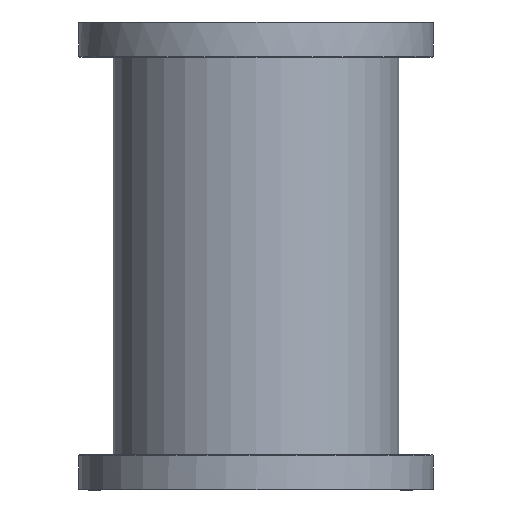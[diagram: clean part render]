
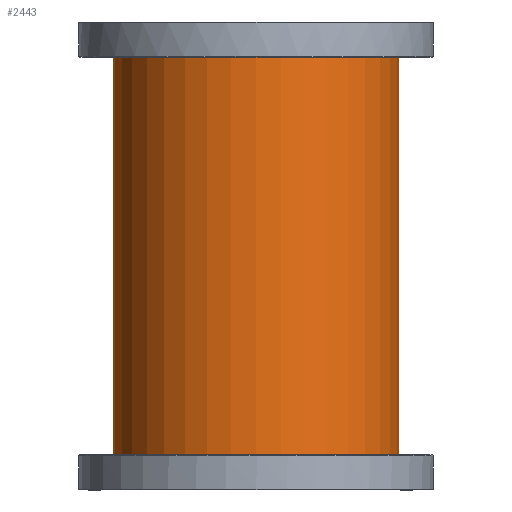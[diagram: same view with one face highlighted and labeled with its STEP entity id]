
A CAD part, front view. The second image highlights one B-rep face of the part: STEP entity #2443.
In plain terms, the highlighted cylindrical face has radius 102 mm (diameter 204 mm), a full revolution.
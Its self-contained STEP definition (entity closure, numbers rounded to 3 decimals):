
#2381=CARTESIAN_POINT('',(102.,0.,185.));
#2382=VERTEX_POINT('',#2381);
#2383=CARTESIAN_POINT('',(0.,0.,185.));
#2384=DIRECTION('',(0.0,0.0,1.0));
#2385=DIRECTION('',(-1.0,0.0,0.0));
#2386=AXIS2_PLACEMENT_3D('',#2383,#2384,#2385);
#2387=CIRCLE('',#2386,102.);
#2388=EDGE_CURVE('',#2382,#2382,#2387,.T.);
#2424=CARTESIAN_POINT('',(0.,0.,0.));
#2425=DIRECTION('',(0.,0.,1.0));
#2426=DIRECTION('',(-1.0,0.0,0.0));
#2427=AXIS2_PLACEMENT_3D('',#2424,#2425,#2426);
#2428=CYLINDRICAL_SURFACE('',#2427,102.);
#2429=ORIENTED_EDGE('',*,*,#2388,.T.);
#2430=EDGE_LOOP('',(#2429));
#2431=FACE_OUTER_BOUND('',#2430,.T.);
#2432=CARTESIAN_POINT('',(102.,0.,500.));
#2433=VERTEX_POINT('',#2432);
#2434=CARTESIAN_POINT('',(0.,0.,500.));
#2435=DIRECTION('',(0.0,0.0,-1.0));
#2436=DIRECTION('',(-1.0,0.0,0.0));
#2437=AXIS2_PLACEMENT_3D('',#2434,#2435,#2436);
#2438=CIRCLE('',#2437,102.);
#2439=EDGE_CURVE('',#2433,#2433,#2438,.T.);
#2440=ORIENTED_EDGE('',*,*,#2439,.T.);
#2441=EDGE_LOOP('',(#2440));
#2442=FACE_BOUND('',#2441,.T.);
#2443=ADVANCED_FACE('',(#2431,#2442),#2428,.T.);
